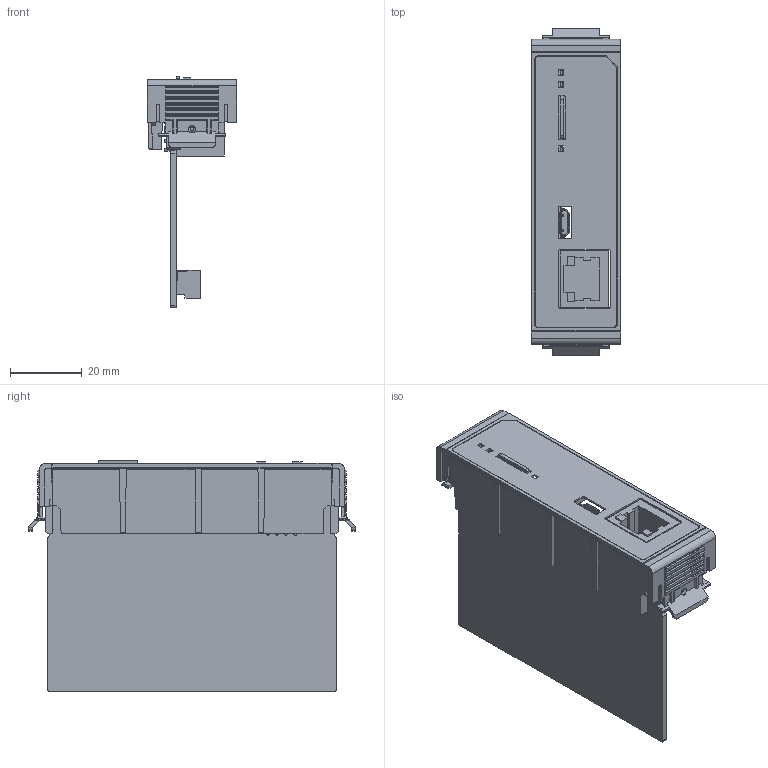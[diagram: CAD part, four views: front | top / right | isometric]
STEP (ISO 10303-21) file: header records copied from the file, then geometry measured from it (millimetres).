
FILE_DESCRIPTION (( 'STEP AP214' ), '1' );
FILE_NAME ('C2-NRED.STEP', '2023-11-01T15:03:42', ( '' ), ( '' ), 'SwSTEP 2.0', 'SolidWorks 2023', '' );
FILE_SCHEMA (( 'AUTOMOTIVE_DESIGN' ));
Products named in the file (1): C2-NRED
Bounding box: 24.9 x 90.91 x 64.35 mm (x, y, z)
Volume: 18795 mm3; surface area: 27081.5 mm2
Topology: 2 solids, 3 shells, 2111 faces, 6146 edges, 4021 vertices
Faces by surface type: plane 1794, cylinder 288, cone 17, bspline 10, torus 2
Full cylindrical faces by diameter (mm): 0.462 x2, 0.468 x2, 0.8 x12, 1.5 x2, 3.25 x2
Entity records: 71729 total; most frequent: CARTESIAN_POINT 17818, ORIENTED_EDGE 12228, DIRECTION 9479, EDGE_CURVE 6114, LINE 4963, VECTOR 4963, VERTEX_POINT 4015, AXIS2_PLACEMENT_3D 2258
